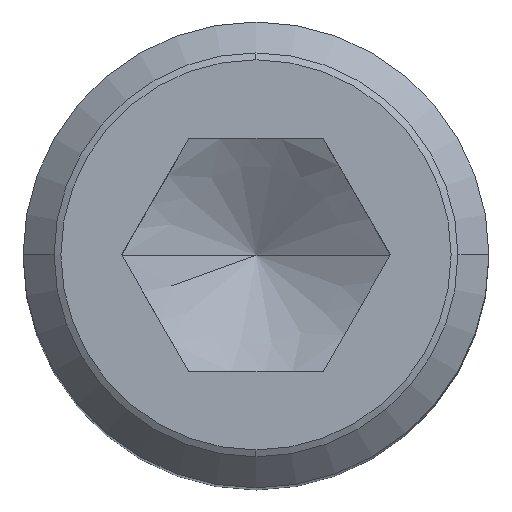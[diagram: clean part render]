
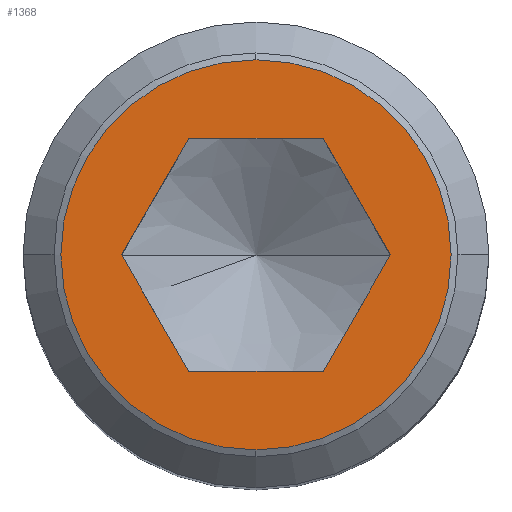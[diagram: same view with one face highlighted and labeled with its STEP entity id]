
A CAD part, top view. The second image highlights one B-rep face of the part: STEP entity #1368.
In plain terms, the highlighted planar face has unit normal (0, 0, 1).
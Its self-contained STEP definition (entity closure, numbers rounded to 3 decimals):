
#1280=VERTEX_POINT('',#3710);
#1288=VERTEX_POINT('',#3719);
#1362=VERTEX_POINT('',#3802);
#1368=ADVANCED_FACE('',(#3808,#3809),#3810,.T.);
#1452=EDGE_CURVE('',#1362,#2612,#3903,.T.);
#1668=EDGE_CURVE('',#2992,#2658,#4146,.T.);
#1732=EDGE_CURVE('',#3446,#1288,#4216,.T.);
#1798=EDGE_CURVE('',#2658,#2992,#4290,.T.);
#2612=VERTEX_POINT('',#5201);
#2658=VERTEX_POINT('',#5252);
#2992=VERTEX_POINT('',#5625);
#2996=EDGE_CURVE('',#1288,#3514,#5629,.T.);
#3160=EDGE_CURVE('',#2612,#1280,#5811,.T.);
#3256=EDGE_CURVE('',#1280,#3446,#5915,.T.);
#3430=EDGE_CURVE('',#3514,#1362,#6109,.T.);
#3446=VERTEX_POINT('',#6127);
#3514=VERTEX_POINT('',#6206);
#3710=CARTESIAN_POINT('',(-2.887,0.0,0.));
#3719=CARTESIAN_POINT('',(1.443,2.5,0.));
#3802=CARTESIAN_POINT('',(1.443,-2.5,0.));
#3808=FACE_BOUND('',#6566,.T.);
#3809=FACE_OUTER_BOUND('',#6567,.T.);
#3810=PLANE('',#6568);
#3903=LINE('',#6710,#6711);
#4146=CIRCLE('',#7047,4.188);
#4216=LINE('',#7156,#7157);
#4290=CIRCLE('',#7264,4.188);
#5201=CARTESIAN_POINT('',(-1.443,-2.5,0.));
#5252=CARTESIAN_POINT('',(0.,-4.188,0.));
#5625=CARTESIAN_POINT('',(0.,4.188,0.));
#5629=LINE('',#9170,#9171);
#5811=LINE('',#9444,#9445);
#5915=LINE('',#9604,#9605);
#6109=LINE('',#9876,#9877);
#6127=CARTESIAN_POINT('',(-1.443,2.5,0.));
#6206=CARTESIAN_POINT('',(2.887,0.0,0.));
#6566=EDGE_LOOP('',(#10358,#10359,#10360,#10361,#10362,#10363));
#6567=EDGE_LOOP('',(#10364,#10365));
#6568=AXIS2_PLACEMENT_3D('',#10366,#10367,#10368);
#6710=CARTESIAN_POINT('',(-0.722,-2.5,0.));
#6711=VECTOR('',#10465,1.0);
#7047=AXIS2_PLACEMENT_3D('',#10786,#10787,#10788);
#7156=CARTESIAN_POINT('',(0.722,2.5,0.));
#7157=VECTOR('',#10855,1.0);
#7264=AXIS2_PLACEMENT_3D('',#10941,#10942,#10943);
#9170=CARTESIAN_POINT('',(2.526,0.625,0.));
#9171=VECTOR('',#12468,1.0);
#9444=CARTESIAN_POINT('',(-2.526,-0.625,0.));
#9445=VECTOR('',#12670,1.0);
#9604=CARTESIAN_POINT('',(-1.804,1.875,0.));
#9605=VECTOR('',#12776,1.0);
#9876=CARTESIAN_POINT('',(1.804,-1.875,0.));
#9877=VECTOR('',#13021,1.0);
#10358=ORIENTED_EDGE('',*,*,#3160,.T.);
#10359=ORIENTED_EDGE('',*,*,#3256,.T.);
#10360=ORIENTED_EDGE('',*,*,#1732,.T.);
#10361=ORIENTED_EDGE('',*,*,#2996,.T.);
#10362=ORIENTED_EDGE('',*,*,#3430,.T.);
#10363=ORIENTED_EDGE('',*,*,#1452,.T.);
#10364=ORIENTED_EDGE('',*,*,#1668,.T.);
#10365=ORIENTED_EDGE('',*,*,#1798,.T.);
#10366=CARTESIAN_POINT('',(-3.569,0.,0.));
#10367=DIRECTION('',(0.0,0.0,1.0));
#10368=DIRECTION('',(-1.0,0.,0.0));
#10465=DIRECTION('',(-1.0,0.0,0.0));
#10786=CARTESIAN_POINT('',(0.,0.,0.));
#10787=DIRECTION('',(0.0,0.0,1.0));
#10788=DIRECTION('',(0.,1.0,0.0));
#10855=DIRECTION('',(1.0,0.0,0.0));
#10941=CARTESIAN_POINT('',(0.,0.,0.));
#10942=DIRECTION('',(0.0,0.0,1.0));
#10943=DIRECTION('',(0.,1.0,0.0));
#12468=DIRECTION('',(0.5,-0.866,0.));
#12670=DIRECTION('',(-0.5,0.866,0.));
#12776=DIRECTION('',(0.5,0.866,0.));
#13021=DIRECTION('',(-0.5,-0.866,0.));
